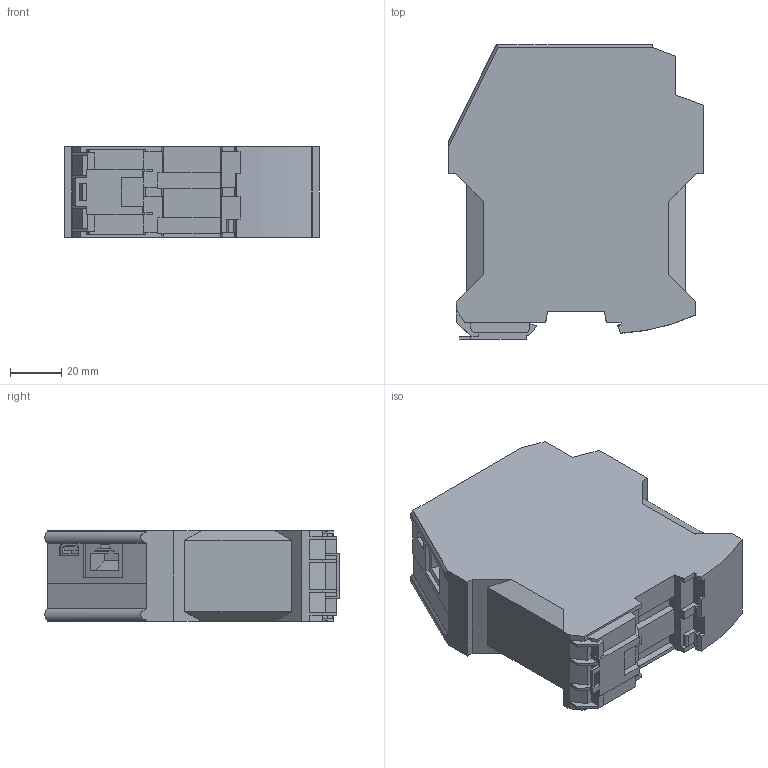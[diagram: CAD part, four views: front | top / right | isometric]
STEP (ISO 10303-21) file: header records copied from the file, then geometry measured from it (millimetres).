
FILE_DESCRIPTION(('SolidDesigner STEP Export'),'2;1');
FILE_NAME('2702409_TC_EXTENDER_2001_ETH_2S-select.stp','2016-02-20T10:57:30',(''),(''),'Creo Elements/Direct Modeling STEP processor for AP214 (Solid Model)','Creo Elements/Direct Modeling 18.1G 27-Feb-2015 (C) Parametric Technology GmbH','');
FILE_SCHEMA(('AUTOMOTIVE_DESIGN { 1 0 10303 214 1 1 1 1 }'));
Length unit declared in the file: millimetre
Products named in the file (1): 2702409_TC_EXTENDER_2001_ETH_2S-select
Bounding box: 99 x 114.49 x 35.2 mm (x, y, z)
Volume: 321951.5 mm3; surface area: 36202.3 mm2
Topology: 1 solids, 1 shells, 481 faces, 1274 edges, 825 vertices
Faces by surface type: plane 447, cylinder 34
Entity records: 17882 total; most frequent: ORIENTED_EDGE 2548, CARTESIAN_POINT 2454, DIRECTION 2143, EDGE_CURVE 1274, VECTOR 1115, LINE 1115, VERTEX_POINT 825, AXIS2_PLACEMENT_3D 514
